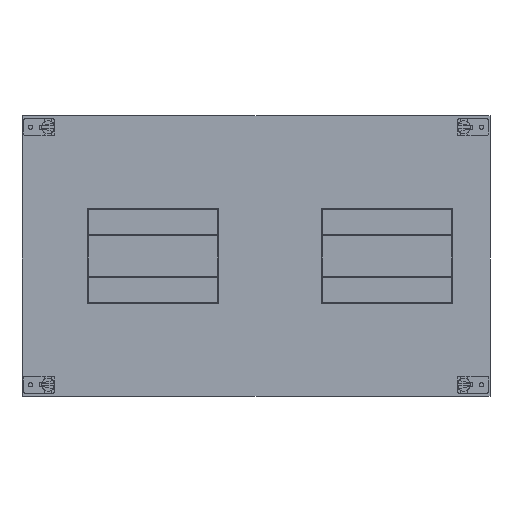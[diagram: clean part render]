
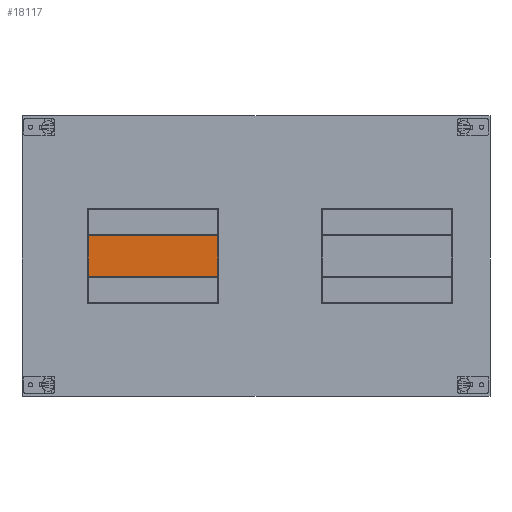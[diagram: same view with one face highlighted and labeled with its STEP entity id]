
A CAD part, top view. The second image highlights one B-rep face of the part: STEP entity #18117.
In plain terms, the highlighted planar face has unit normal (0, 0, 1).
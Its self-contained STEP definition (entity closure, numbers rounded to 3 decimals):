
#18002=DIRECTION('',(1.,0.,0.));
#18003=VECTOR('',#18002,138.);
#18004=CARTESIAN_POINT('',(-54.,46.5,1.));
#18005=LINE('',#18004,#18003);
#18009=DIRECTION('',(0.,1.,0.));
#18010=VECTOR('',#18009,43.);
#18011=CARTESIAN_POINT('',(84.,3.5,1.));
#18012=LINE('',#18011,#18010);
#18016=DIRECTION('',(1.,0.,0.));
#18017=VECTOR('',#18016,138.);
#18018=CARTESIAN_POINT('',(-54.,3.5,1.));
#18019=LINE('',#18018,#18017);
#18023=DIRECTION('',(0.,-1.,0.));
#18024=VECTOR('',#18023,43.);
#18025=CARTESIAN_POINT('',(-54.,46.5,1.));
#18026=LINE('',#18025,#18024);
#18086=CARTESIAN_POINT('',(-54.,46.5,1.));
#18087=CARTESIAN_POINT('',(84.,46.5,1.));
#18088=VERTEX_POINT('',#18086);
#18089=VERTEX_POINT('',#18087);
#18090=CARTESIAN_POINT('',(-54.,3.5,1.));
#18091=CARTESIAN_POINT('',(84.,3.5,1.));
#18092=VERTEX_POINT('',#18090);
#18093=VERTEX_POINT('',#18091);
#18102=CARTESIAN_POINT('',(0.,0.,1.));
#18103=DIRECTION('',(0.,0.,1.));
#18104=DIRECTION('',(1.,0.,0.));
#18105=AXIS2_PLACEMENT_3D('',#18102,#18103,#18104);
#18106=PLANE('',#18105);
#18108=ORIENTED_EDGE('',*,*,#18107,.T.);
#18110=ORIENTED_EDGE('',*,*,#18109,.F.);
#18112=ORIENTED_EDGE('',*,*,#18111,.F.);
#18114=ORIENTED_EDGE('',*,*,#18113,.F.);
#18115=EDGE_LOOP('',(#18108,#18110,#18112,#18114));
#18116=FACE_OUTER_BOUND('',#18115,.F.);
#18107=EDGE_CURVE('',#18088,#18089,#18005,.T.);
#18109=EDGE_CURVE('',#18093,#18089,#18012,.T.);
#18111=EDGE_CURVE('',#18092,#18093,#18019,.T.);
#18113=EDGE_CURVE('',#18088,#18092,#18026,.T.);
#18117=ADVANCED_FACE('',(#18116),#18106,.T.);
